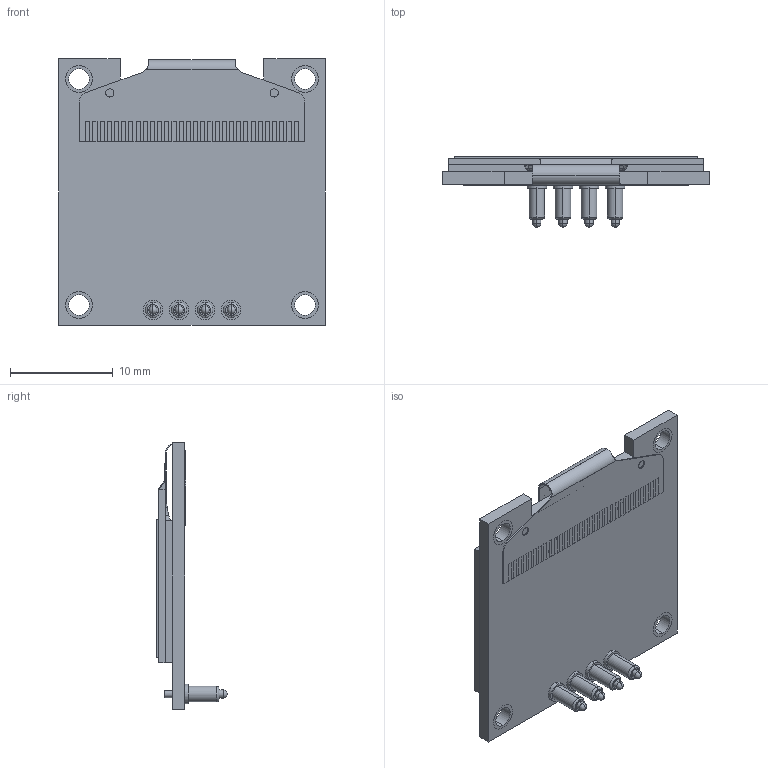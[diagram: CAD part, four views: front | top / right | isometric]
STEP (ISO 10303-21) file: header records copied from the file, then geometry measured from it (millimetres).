
FILE_DESCRIPTION (( 'STEP AP214' ), '1' );
FILE_NAME ('DM-OLED096-636.step', '2024-10-17T15:22:16', ( '' ), ( '' ), 'SwSTEP 2.0', 'SolidWorks 2022', '' );
FILE_SCHEMA (( 'AUTOMOTIVE_DESIGN' ));
Length unit declared in the file: millimetre
Products named in the file (5): pogo^DM-OLED096-636; DM-OLED096-636(2); DM-OLED096-636_Panel; DM-OLED096-636; DM-OLED096-636_Module
Assembly tree (7 placements, depth 3):
  DM-OLED096-636
    DM-OLED096-636(2)
      DM-OLED096-636_Module
      DM-OLED096-636_Panel
    pogo^DM-OLED096-636  x4
Bounding box: 26 x 6.85 x 26 mm (x, y, z)
Volume: 1372.9 mm3; surface area: 5155.7 mm2
Topology: 53 solids, 53 shells, 567 faces, 1342 edges, 886 vertices
Faces by surface type: plane 437, cylinder 104, torus 10, bspline 8, sphere 8
Entity records: 16594 total; most frequent: CARTESIAN_POINT 2894, ORIENTED_EDGE 2472, DIRECTION 2416, EDGE_CURVE 1236, VECTOR 1036, LINE 1036, VERTEX_POINT 821, AXIS2_PLACEMENT_3D 690
